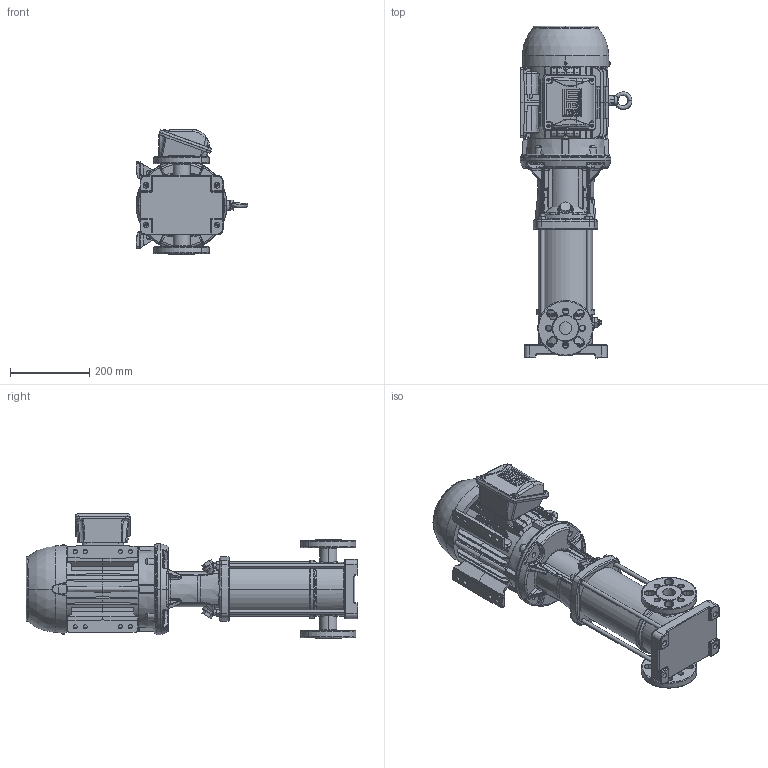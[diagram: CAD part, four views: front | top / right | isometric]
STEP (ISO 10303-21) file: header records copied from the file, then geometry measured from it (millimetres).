
FILE_DESCRIPTION (( 'STEP AP203' ), '1' );
FILE_NAME ('3350030 - MVI-15-13-3 HP-182TC-304-E-575~3.step', '2022-03-30T21:29:44', ( '' ), ( '' ), 'SwSTEP 2.0', 'SolidWorks 2021', '' );
FILE_SCHEMA (( 'CONFIG_CONTROL_DESIGN' ));
Length unit declared in the file: inch
Products named in the file (5): sbi_n_3-13_flange(NEMA); MVI PEO - [304-EPDM]_3304030 - MVI-15-13-3 HP-182TC-304-E-S; 3329584 - NEMA V2 3HP 182TC 575V~3 TEFC; TEFC MOTOR_3329584 - NEMA V2 3HP 182TC 575V~3 TEFC; 3350030 - MVI-15-13-3 HP-182TC-304-E-575~3
Assembly tree (4 placements, depth 3):
  3350030 - MVI-15-13-3 HP-182TC-304-E-575~3
    MVI PEO - [304-EPDM]_3304030 - MVI-15-13-3 HP-182TC-304-E-S
      sbi_n_3-13_flange(NEMA)
    TEFC MOTOR_3329584 - NEMA V2 3HP 182TC 575V~3 TEFC
      3329584 - NEMA V2 3HP 182TC 575V~3 TEFC
Bounding box: 282.99 x 839.4 x 316.47 mm (x, y, z)
Volume: 21547185.7 mm3; surface area: 1333580.1 mm2
Topology: 16 solids, 16 shells, 3341 faces, 8465 edges, 5359 vertices
Faces by surface type: plane 1854, cylinder 640, bspline 633, cone 176, torus 34, sphere 4
Entity records: 155618 total; most frequent: CARTESIAN_POINT 81913, ORIENTED_EDGE 16854, DIRECTION 12323, EDGE_CURVE 8427, VERTEX_POINT 5358, VECTOR 4515, LINE 4515, AXIS2_PLACEMENT_3D 3904
